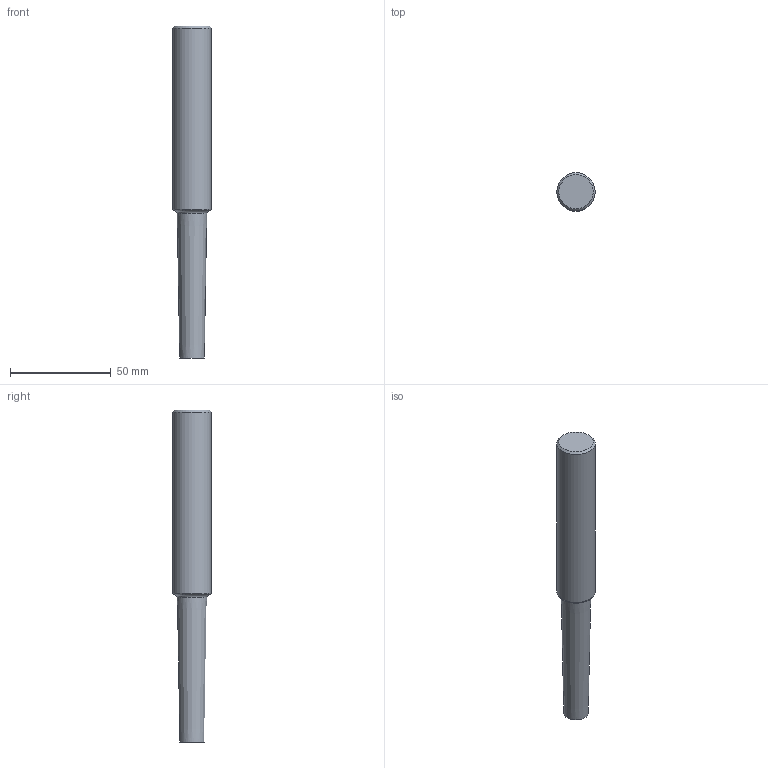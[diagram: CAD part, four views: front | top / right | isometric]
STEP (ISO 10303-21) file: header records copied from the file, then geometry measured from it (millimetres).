
FILE_DESCRIPTION(/* description */ (''),/* implementation_level */ '2;1');
FILE_NAME(/* name */ 'XE12.750J5-6.50-01.0S_Basic.stp',/* time_stamp */ '2022-08-02T11:33:53+05:00',/* author */ (''),/* organization */ (''),/* preprocessor_version */ 'ST-DEVELOPER v16.7',/* originating_system */ 'SIEMENS PLM Software NX 12.0',/* authorisation */ '');
FILE_SCHEMA (('AUTOMOTIVE_DESIGN { 1 0 10303 214 3 1 1 1 }'));
Length unit declared in the file: millimetre
Products named in the file (1): inco283C32F3z2up
Bounding box: 19.04 x 19.04 x 165.1 mm (x, y, z)
Volume: 35955.3 mm3; surface area: 9378.6 mm2
Topology: 1 solids, 1 shells, 27 faces, 63 edges, 41 vertices
Faces by surface type: cone 10, torus 6, bspline 5, plane 3, cylinder 3
Full cylindrical faces by diameter (mm): 5.55 x1, 9.26 x1, 19.043 x1
Entity records: 3579 total; most frequent: CARTESIAN_POINT 3046, DIRECTION 88, ORIENTED_EDGE 84, AXIS2_PLACEMENT_3D 44, EDGE_CURVE 42, EDGE_LOOP 41, VERTEX_POINT 34, FACE_BOUND 32
